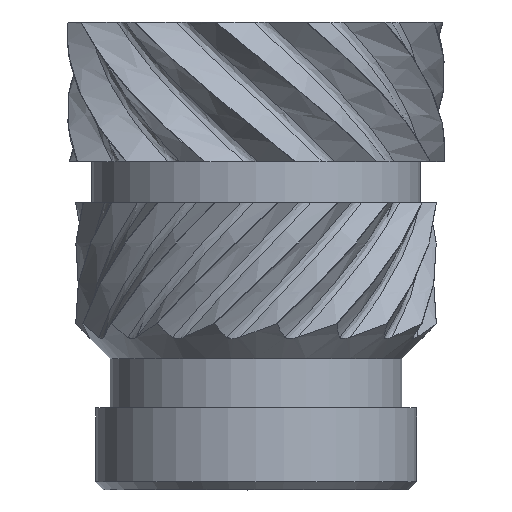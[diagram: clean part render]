
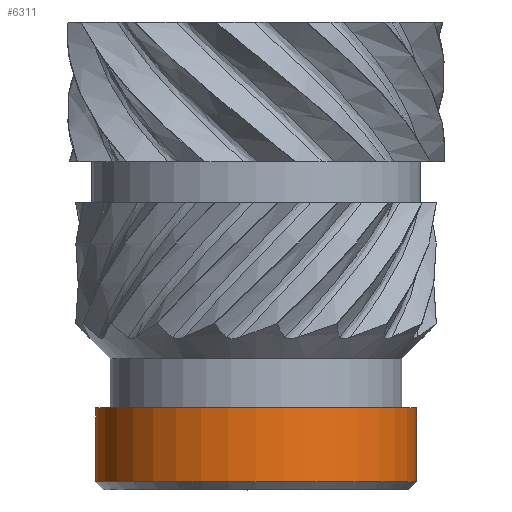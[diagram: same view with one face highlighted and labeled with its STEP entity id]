
A CAD part, front view. The second image highlights one B-rep face of the part: STEP entity #6311.
In plain terms, the highlighted cylindrical face has radius 1.955 mm (diameter 3.91 mm), a full revolution.
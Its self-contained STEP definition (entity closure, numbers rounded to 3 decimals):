
#505=FACE_OUTER_BOUND('',#828,.T.);
#828=EDGE_LOOP('',(#5278,#5279,#5280,#5281));
#978=CIRCLE('',#6584,1.955);
#979=CIRCLE('',#6586,1.955);
#1946=LINE('',#13662,#2248);
#2248=VECTOR('',#7273,1.955);
#2755=VERTEX_POINT('',#13657);
#2756=VERTEX_POINT('',#13661);
#3685=EDGE_CURVE('',#2755,#2755,#978,.T.);
#3686=EDGE_CURVE('',#2755,#2756,#1946,.T.);
#3687=EDGE_CURVE('',#2756,#2756,#979,.T.);
#5278=ORIENTED_EDGE('',*,*,#3685,.F.);
#5279=ORIENTED_EDGE('',*,*,#3686,.T.);
#5280=ORIENTED_EDGE('',*,*,#3687,.T.);
#5281=ORIENTED_EDGE('',*,*,#3686,.F.);
#6069=CYLINDRICAL_SURFACE('',#6585,1.955);
#6311=ADVANCED_FACE('',(#505),#6069,.T.);
#6584=AXIS2_PLACEMENT_3D('',#13659,#7269,#7270);
#6585=AXIS2_PLACEMENT_3D('',#13660,#7271,#7272);
#6586=AXIS2_PLACEMENT_3D('',#13663,#7274,#7275);
#7269=DIRECTION('center_axis',(0.,0.,-1.));
#7270=DIRECTION('ref_axis',(1.,0.,0.));
#7271=DIRECTION('center_axis',(0.,0.,-1.));
#7272=DIRECTION('ref_axis',(1.,0.,0.));
#7273=DIRECTION('',(0.,0.,1.));
#7274=DIRECTION('center_axis',(0.,0.,-1.));
#7275=DIRECTION('ref_axis',(1.,0.,0.));
#13657=CARTESIAN_POINT('',(-1.955,0.,-5.6));
#13659=CARTESIAN_POINT('Origin',(0.,0.,-5.6));
#13660=CARTESIAN_POINT('Origin',(0.,0.,-4.7));
#13661=CARTESIAN_POINT('',(-1.955,0.,-4.7));
#13662=CARTESIAN_POINT('',(-1.955,0.,-4.7));
#13663=CARTESIAN_POINT('Origin',(0.,0.,-4.7));
